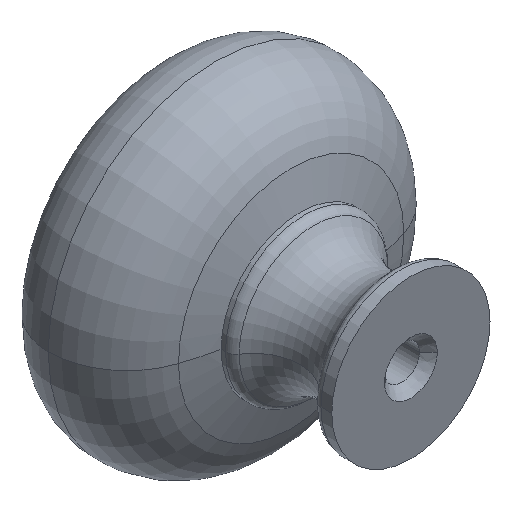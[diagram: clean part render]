
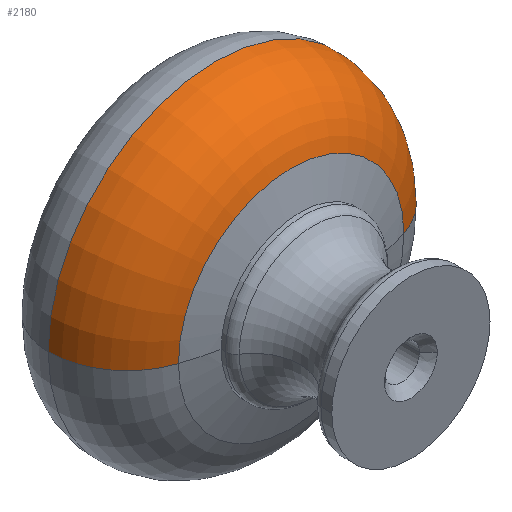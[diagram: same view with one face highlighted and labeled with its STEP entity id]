
A CAD part, isometric view. The second image highlights one B-rep face of the part: STEP entity #2180.
In plain terms, the highlighted toroidal (fillet/blend) face has major radius 8.4 mm and minor radius 7.5 mm.
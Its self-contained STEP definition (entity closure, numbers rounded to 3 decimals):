
#1650=CARTESIAN_POINT('',(-10.687,11.357,0.));
#1660=VERTEX_POINT('',#1650);
#1700=CARTESIAN_POINT('',(10.687,11.357,0.));
#1710=VERTEX_POINT('',#1700);
#1740=CARTESIAN_POINT('',(0.,11.357,0.));
#1750=DIRECTION('',(0.,-1.,0.));
#1760=DIRECTION('',(1.,0.,0.));
#1770=AXIS2_PLACEMENT_3D('',#1740,#1750,#1760);
#1780=CIRCLE('',#1770,10.687);
#1840=CARTESIAN_POINT('',(0.,18.5,0.));
#1850=DIRECTION('',(0.,1.,0.));
#1860=DIRECTION('',(1.,0.,0.));
#1870=AXIS2_PLACEMENT_3D('',#1840,#1850,#1860);
#1880=TOROIDAL_SURFACE('',#1870,8.4,7.5);
#1890=CARTESIAN_POINT('',(8.4,18.5,0.));
#1900=DIRECTION('',(0.,0.,-1.));
#1910=DIRECTION('',(1.,0.,0.));
#1920=AXIS2_PLACEMENT_3D('',#1890,#1900,#1910);
#1930=CIRCLE('',#1920,7.5);
#1940=CARTESIAN_POINT('',(15.9,18.5,0.));
#1950=VERTEX_POINT('',#1940);
#1960=EDGE_CURVE('',#1950,#1710,#1930,.T.);
#1970=ORIENTED_EDGE('',*,*,#1960,.F.);
#1980=EDGE_CURVE('',#1710,#1660,#1780,.T.);
#1990=ORIENTED_EDGE('',*,*,#1980,.F.);
#2000=CARTESIAN_POINT('',(-8.4,18.5,0.));
#2010=DIRECTION('',(0.,0.,1.));
#2020=DIRECTION('',(-1.,0.,0.));
#2030=AXIS2_PLACEMENT_3D('',#2000,#2010,#2020);
#2040=CIRCLE('',#2030,7.5);
#2050=CARTESIAN_POINT('',(-15.9,18.5,0.));
#2060=VERTEX_POINT('',#2050);
#2070=EDGE_CURVE('',#2060,#1660,#2040,.T.);
#2080=ORIENTED_EDGE('',*,*,#2070,.T.);
#2090=CARTESIAN_POINT('',(0.,18.5,0.));
#2100=DIRECTION('',(0.,-1.,0.));
#2110=DIRECTION('',(1.,0.,0.));
#2120=AXIS2_PLACEMENT_3D('',#2090,#2100,#2110);
#2130=CIRCLE('',#2120,15.9);
#2140=EDGE_CURVE('',#1950,#2060,#2130,.T.);
#2150=ORIENTED_EDGE('',*,*,#2140,.T.);
#2160=EDGE_LOOP('',(#2150,#2080,#1990,#1970));
#2170=FACE_OUTER_BOUND('',#2160,.T.);
#2180=ADVANCED_FACE('',(#2170),#1880,.T.);
